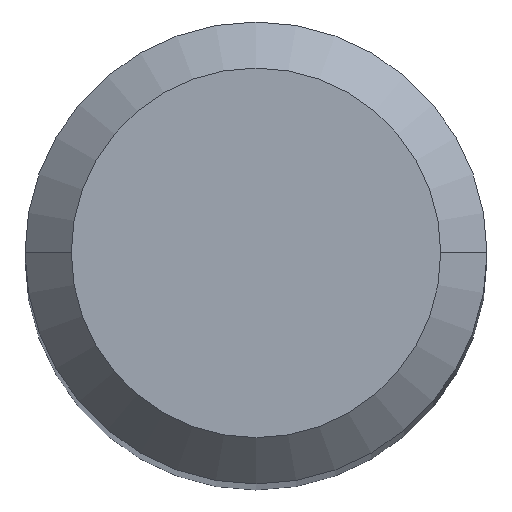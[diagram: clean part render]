
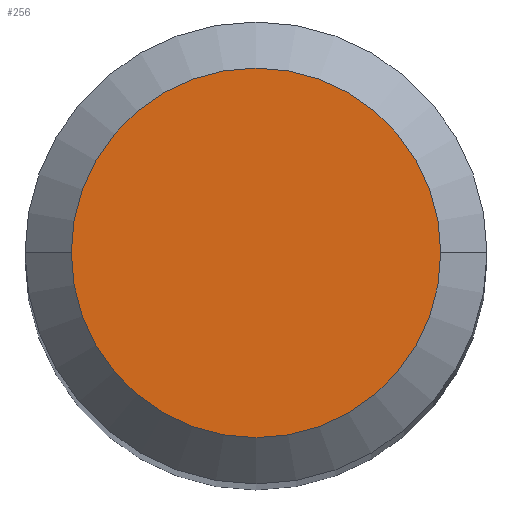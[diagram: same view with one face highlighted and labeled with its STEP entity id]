
A CAD part, top view. The second image highlights one B-rep face of the part: STEP entity #256.
In plain terms, the highlighted planar face has unit normal (0, 0, 1).
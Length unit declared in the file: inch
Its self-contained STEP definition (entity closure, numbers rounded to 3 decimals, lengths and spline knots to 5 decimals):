
#19 = DIRECTION ( 'NONE',  ( -1., 0., 0. ) ) ;
#20 = DIRECTION ( 'NONE',  ( 1., 0., 0. ) ) ;
#57 = DIRECTION ( 'NONE',  ( 0., 0., -1. ) ) ;
#59 = CARTESIAN_POINT ( 'NONE',  ( 0., 0., 0. ) ) ;
#64 = CIRCLE ( 'NONE', #472, 0.05 ) ;
#110 = ORIENTED_EDGE ( 'NONE', *, *, #367, .T. ) ;
#111 = CARTESIAN_POINT ( 'NONE',  ( -0.05, 0., 0. ) ) ;
#117 = DIRECTION ( 'NONE',  ( 0., 0., 1. ) ) ;
#156 = EDGE_CURVE ( 'NONE', #181, #488, #64, .T. ) ;
#168 = DIRECTION ( 'NONE',  ( 0., 0., 1. ) ) ;
#181 = VERTEX_POINT ( 'NONE', #453 ) ;
#187 = CIRCLE ( 'NONE', #337, 0.05 ) ;
#223 = DIRECTION ( 'NONE',  ( 1., 0., 0. ) ) ;
#237 = CARTESIAN_POINT ( 'NONE',  ( 0., 0., 0. ) ) ;
#239 = EDGE_LOOP ( 'NONE', ( #110, #476 ) ) ;
#256 = ADVANCED_FACE ( 'NONE', ( #271 ), #474, .F. ) ;
#271 = FACE_OUTER_BOUND ( 'NONE', #239, .T. ) ;
#327 = AXIS2_PLACEMENT_3D ( 'NONE', #237, #57, #19 ) ;
#337 = AXIS2_PLACEMENT_3D ( 'NONE', #59, #168, #20 ) ;
#341 = CARTESIAN_POINT ( 'NONE',  ( 0., 0., 0. ) ) ;
#367 = EDGE_CURVE ( 'NONE', #488, #181, #187, .T. ) ;
#453 = CARTESIAN_POINT ( 'NONE',  ( 0.05, 0., 0. ) ) ;
#472 = AXIS2_PLACEMENT_3D ( 'NONE', #341, #117, #223 ) ;
#474 = PLANE ( 'NONE',  #327 ) ;
#476 = ORIENTED_EDGE ( 'NONE', *, *, #156, .T. ) ;
#488 = VERTEX_POINT ( 'NONE', #111 ) ;
